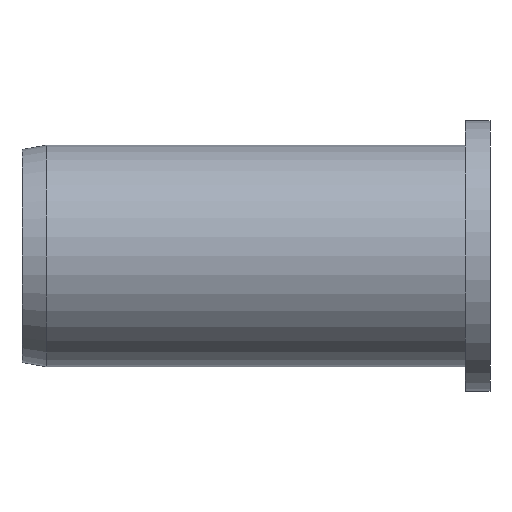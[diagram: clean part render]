
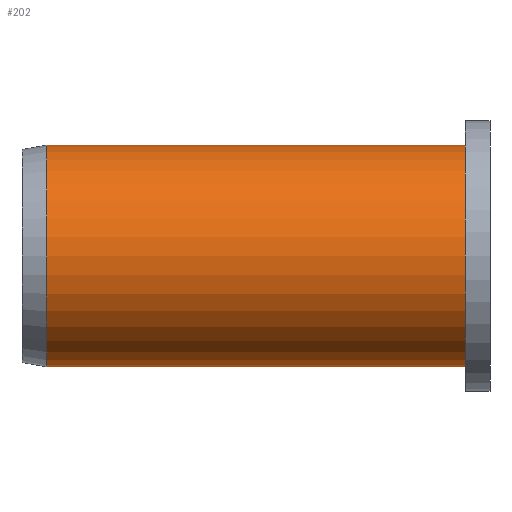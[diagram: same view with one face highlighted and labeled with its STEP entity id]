
A CAD part, left-side view. The second image highlights one B-rep face of the part: STEP entity #202.
In plain terms, the highlighted cylindrical face has radius 4.5 mm (diameter 9 mm), a partial arc.
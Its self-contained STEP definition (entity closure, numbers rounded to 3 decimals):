
#38 = EDGE_CURVE ( 'NONE', #331, #324, #249, .T. ) ;
#39 = EDGE_CURVE ( 'NONE', #327, #324, #247, .T. ) ;
#40 = AXIS2_PLACEMENT_3D ( 'NONE', #176, #175, #174 ) ;
#41 = AXIS2_PLACEMENT_3D ( 'NONE', #180, #179, #177 ) ;
#43 = AXIS2_PLACEMENT_3D ( 'NONE', #148, #166, #160 ) ;
#46 = EDGE_CURVE ( 'NONE', #325, #331, #252, .T. ) ;
#55 = EDGE_CURVE ( 'NONE', #325, #327, #242, .T. ) ;
#95 = CARTESIAN_POINT ( 'NONE',  ( 0., 1., -4.5 ) ) ;
#96 = CARTESIAN_POINT ( 'NONE',  ( 0., 18., 4.5 ) ) ;
#97 = CARTESIAN_POINT ( 'NONE',  ( 0., 1., 4.5 ) ) ;
#106 = CARTESIAN_POINT ( 'NONE',  ( 0., 18., -4.5 ) ) ;
#148 = CARTESIAN_POINT ( 'NONE',  ( 0., 1., 0. ) ) ;
#160 = DIRECTION ( 'NONE',  ( 0., 0., 1. ) ) ;
#166 = DIRECTION ( 'NONE',  ( 0., 1., 0. ) ) ;
#172 = DIRECTION ( 'NONE',  ( 0., 1., 0. ) ) ;
#173 = CARTESIAN_POINT ( 'NONE',  ( 0., 1., 4.5 ) ) ;
#174 = DIRECTION ( 'NONE',  ( 0., 0., 1. ) ) ;
#175 = DIRECTION ( 'NONE',  ( 0., -1., 0. ) ) ;
#176 = CARTESIAN_POINT ( 'NONE',  ( 0., 1., 0. ) ) ;
#177 = DIRECTION ( 'NONE',  ( 0., 0., -1. ) ) ;
#179 = DIRECTION ( 'NONE',  ( 0., -1., 0. ) ) ;
#180 = CARTESIAN_POINT ( 'NONE',  ( 0., 18., 0. ) ) ;
#188 = DIRECTION ( 'NONE',  ( 0., 1., 0. ) ) ;
#189 = CARTESIAN_POINT ( 'NONE',  ( 0., 1., -4.5 ) ) ;
#202 = ADVANCED_FACE ( 'NONE', ( #239 ), #227, .T. ) ;
#227 = CYLINDRICAL_SURFACE ( 'NONE', #43, 4.5 ) ;
#239 = FACE_OUTER_BOUND ( 'NONE', #333, .T. ) ;
#240 = VECTOR ( 'NONE', #172, 1000. ) ;
#242 = LINE ( 'NONE', #173, #240 ) ;
#246 = VECTOR ( 'NONE', #188, 1000. ) ;
#247 = CIRCLE ( 'NONE', #41, 4.5 ) ;
#249 = LINE ( 'NONE', #189, #246 ) ;
#252 = CIRCLE ( 'NONE', #40, 4.5 ) ;
#285 = ORIENTED_EDGE ( 'NONE', *, *, #39, .T. ) ;
#297 = ORIENTED_EDGE ( 'NONE', *, *, #46, .F. ) ;
#304 = ORIENTED_EDGE ( 'NONE', *, *, #38, .F. ) ;
#305 = ORIENTED_EDGE ( 'NONE', *, *, #55, .T. ) ;
#324 = VERTEX_POINT ( 'NONE', #106 ) ;
#325 = VERTEX_POINT ( 'NONE', #97 ) ;
#327 = VERTEX_POINT ( 'NONE', #96 ) ;
#331 = VERTEX_POINT ( 'NONE', #95 ) ;
#333 = EDGE_LOOP ( 'NONE', ( #304, #297, #305, #285 ) ) ;
